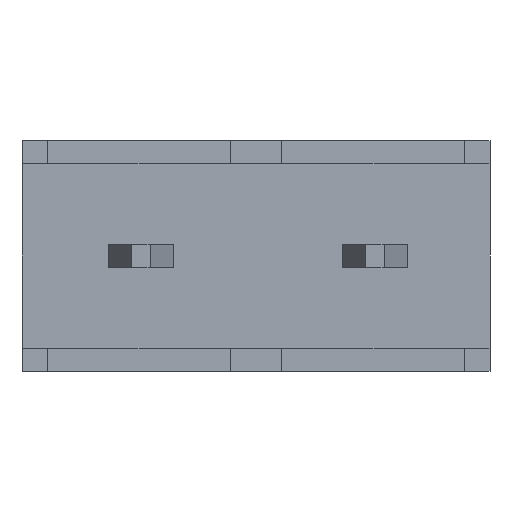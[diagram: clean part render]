
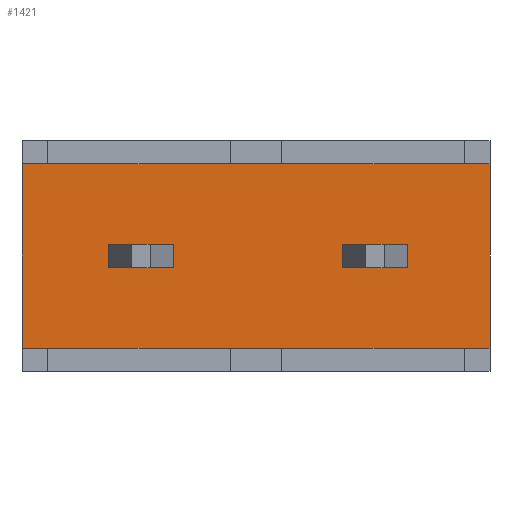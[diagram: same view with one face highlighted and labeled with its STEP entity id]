
A CAD part, front view. The second image highlights one B-rep face of the part: STEP entity #1421.
In plain terms, the highlighted planar face has unit normal (0, -1, 0).
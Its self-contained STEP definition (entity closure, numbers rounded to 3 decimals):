
#51=FACE_OUTER_BOUND('',#132,.T.);
#132=EDGE_LOOP('',(#1046,#1047,#1048,#1049,#1050,#1051,#1052,#1053,#1054,
#1055,#1056,#1057));
#184=LINE('',#1935,#384);
#190=LINE('',#1947,#390);
#191=LINE('',#1950,#391);
#195=LINE('',#1958,#395);
#208=LINE('',#1983,#408);
#262=LINE('',#2093,#462);
#268=LINE('',#2105,#468);
#269=LINE('',#2109,#469);
#270=LINE('',#2110,#470);
#271=LINE('',#2111,#471);
#272=LINE('',#2112,#472);
#273=LINE('',#2113,#473);
#384=VECTOR('',#1572,10.);
#390=VECTOR('',#1580,10.);
#391=VECTOR('',#1583,10.);
#395=VECTOR('',#1589,10.);
#408=VECTOR('',#1608,10.);
#462=VECTOR('',#1706,10.);
#468=VECTOR('',#1714,10.);
#469=VECTOR('',#1717,10.);
#470=VECTOR('',#1718,10.);
#471=VECTOR('',#1719,10.);
#472=VECTOR('',#1720,10.);
#473=VECTOR('',#1721,10.);
#583=VERTEX_POINT('',#1931);
#585=VERTEX_POINT('',#1934);
#588=VERTEX_POINT('',#1941);
#590=VERTEX_POINT('',#1945);
#591=VERTEX_POINT('',#1949);
#594=VERTEX_POINT('',#1957);
#635=VERTEX_POINT('',#2089);
#637=VERTEX_POINT('',#2092);
#640=VERTEX_POINT('',#2099);
#642=VERTEX_POINT('',#2103);
#643=VERTEX_POINT('',#2107);
#644=VERTEX_POINT('',#2108);
#712=EDGE_CURVE('',#583,#585,#184,.T.);
#718=EDGE_CURVE('',#590,#588,#190,.T.);
#719=EDGE_CURVE('',#585,#591,#191,.T.);
#723=EDGE_CURVE('',#591,#594,#195,.T.);
#736=EDGE_CURVE('',#594,#590,#208,.T.);
#790=EDGE_CURVE('',#635,#637,#262,.T.);
#796=EDGE_CURVE('',#642,#640,#268,.T.);
#797=EDGE_CURVE('',#643,#644,#269,.T.);
#798=EDGE_CURVE('',#640,#643,#270,.T.);
#799=EDGE_CURVE('',#588,#642,#271,.T.);
#800=EDGE_CURVE('',#637,#583,#272,.T.);
#801=EDGE_CURVE('',#644,#635,#273,.T.);
#1046=ORIENTED_EDGE('',*,*,#797,.F.);
#1047=ORIENTED_EDGE('',*,*,#798,.F.);
#1048=ORIENTED_EDGE('',*,*,#796,.F.);
#1049=ORIENTED_EDGE('',*,*,#799,.F.);
#1050=ORIENTED_EDGE('',*,*,#718,.F.);
#1051=ORIENTED_EDGE('',*,*,#736,.F.);
#1052=ORIENTED_EDGE('',*,*,#723,.F.);
#1053=ORIENTED_EDGE('',*,*,#719,.F.);
#1054=ORIENTED_EDGE('',*,*,#712,.F.);
#1055=ORIENTED_EDGE('',*,*,#800,.F.);
#1056=ORIENTED_EDGE('',*,*,#790,.F.);
#1057=ORIENTED_EDGE('',*,*,#801,.F.);
#1341=PLANE('',#1517);
#1421=ADVANCED_FACE('',(#51),#1341,.F.);
#1517=AXIS2_PLACEMENT_3D('',#2106,#1715,#1716);
#1572=DIRECTION('',(1.,0.,0.));
#1580=DIRECTION('',(-1.,0.,0.));
#1583=DIRECTION('',(1.,0.,0.));
#1589=DIRECTION('',(0.,0.,-1.));
#1608=DIRECTION('',(-1.,0.,0.));
#1706=DIRECTION('',(1.,0.,0.));
#1714=DIRECTION('',(-1.,0.,0.));
#1715=DIRECTION('center_axis',(0.,1.,0.));
#1716=DIRECTION('ref_axis',(0.,0.,1.));
#1717=DIRECTION('',(0.,0.,1.));
#1718=DIRECTION('',(-1.,0.,0.));
#1719=DIRECTION('',(-1.,0.,0.));
#1720=DIRECTION('',(1.,0.,0.));
#1721=DIRECTION('',(1.,0.,0.));
#1931=CARTESIAN_POINT('',(2.8,0.25,2.25));
#1934=CARTESIAN_POINT('',(4.78,0.25,2.25));
#1935=CARTESIAN_POINT('',(2.5,0.25,2.25));
#1941=CARTESIAN_POINT('',(2.8,0.25,0.25));
#1945=CARTESIAN_POINT('',(4.78,0.25,0.25));
#1947=CARTESIAN_POINT('',(5.08,0.25,0.25));
#1949=CARTESIAN_POINT('',(5.06,0.25,2.25));
#1950=CARTESIAN_POINT('',(4.435,0.25,2.25));
#1957=CARTESIAN_POINT('',(5.06,0.25,0.25));
#1958=CARTESIAN_POINT('',(5.06,0.25,1.875));
#1983=CARTESIAN_POINT('',(4.435,0.25,0.25));
#2089=CARTESIAN_POINT('',(0.26,0.25,2.25));
#2092=CARTESIAN_POINT('',(2.24,0.25,2.25));
#2093=CARTESIAN_POINT('',(-0.04,0.25,2.25));
#2099=CARTESIAN_POINT('',(0.26,0.25,0.25));
#2103=CARTESIAN_POINT('',(2.24,0.25,0.25));
#2105=CARTESIAN_POINT('',(2.54,0.25,0.25));
#2106=CARTESIAN_POINT('Origin',(1.25,0.25,1.25));
#2107=CARTESIAN_POINT('',(-0.02,0.25,0.25));
#2108=CARTESIAN_POINT('',(-0.02,0.25,2.25));
#2109=CARTESIAN_POINT('',(-0.02,0.25,1.875));
#2110=CARTESIAN_POINT('',(0.605,0.25,0.25));
#2111=CARTESIAN_POINT('',(1.895,0.25,0.25));
#2112=CARTESIAN_POINT('',(3.145,0.25,2.25));
#2113=CARTESIAN_POINT('',(0.605,0.25,2.25));
